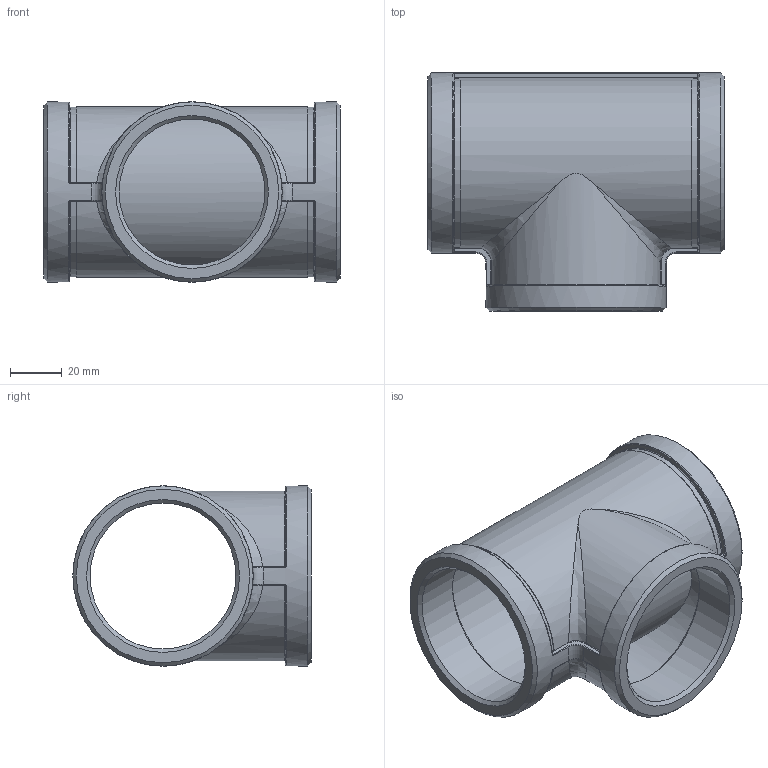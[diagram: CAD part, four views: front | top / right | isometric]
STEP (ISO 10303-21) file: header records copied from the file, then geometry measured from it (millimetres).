
FILE_DESCRIPTION(/* description */ (''),/* implementation_level */ '2;1');
FILE_NAME(/* name */ 'KI-307-050 Aschl.stp',/* time_stamp */ '2016-06-01T15:26:33+02:00',/* author */ ('hochmair'),/* organization */ (''),/* preprocessor_version */ 'ST-DEVELOPER v15.6',/* originating_system */ 'Autodesk Inventor 2015',/* authorisation */ '');
FILE_SCHEMA (('AUTOMOTIVE_DESIGN { 1 0 10303 214 3 1 1 }'));
Length unit declared in the file: millimetre
Products named in the file (1): TB22385135
Bounding box: 115 x 92.5 x 70 mm (x, y, z)
Volume: 114157.6 mm3; surface area: 63913.2 mm2
Topology: 1 solids, 1 shells, 143 faces, 333 edges, 187 vertices
Faces by surface type: cylinder 50, bspline 32, plane 22, torus 18, sphere 12, cone 9
Full cylindrical faces by diameter (mm): 56.656 x3, 60.6 x3, 70 x2
Entity records: 5241 total; most frequent: CARTESIAN_POINT 2204, DIRECTION 638, ORIENTED_EDGE 602, EDGE_CURVE 301, AXIS2_PLACEMENT_3D 283, VERTEX_POINT 183, EDGE_LOOP 168, CIRCLE 149
